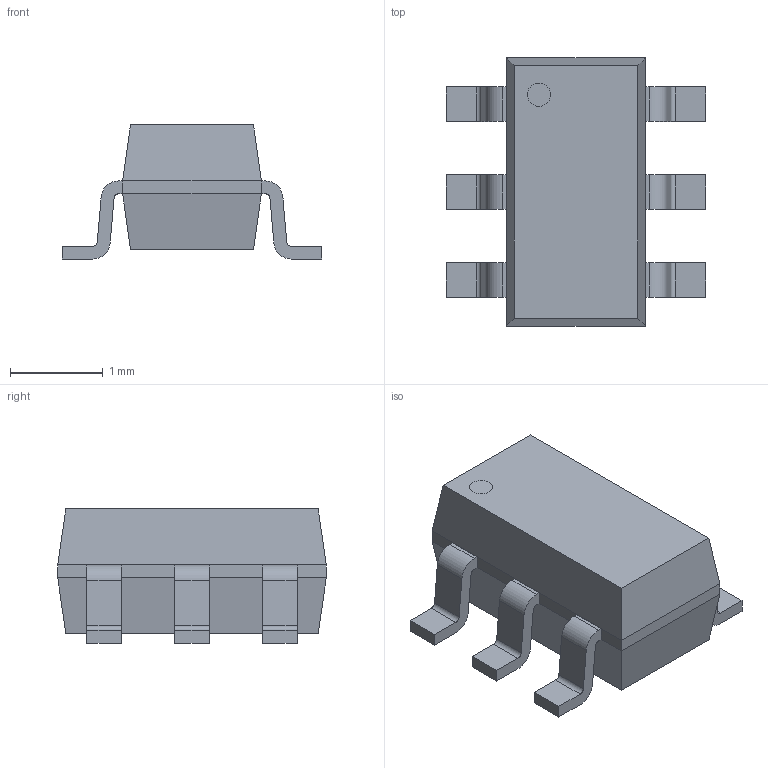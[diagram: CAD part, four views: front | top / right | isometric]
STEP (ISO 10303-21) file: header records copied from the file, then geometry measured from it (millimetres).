
FILE_DESCRIPTION(('FreeCAD Model'),'2;1');
FILE_NAME('Open CASCADE Shape Model','2025-01-15T13:29:51',(''),(''), 'Open CASCADE STEP processor 7.8','FreeCAD','Unknown');
FILE_SCHEMA(('AUTOMOTIVE_DESIGN { 1 0 10303 214 1 1 1 1 }'));
Length unit declared in the file: millimetre
Products named in the file (17): TESD5V0V4UCX6 RFG007; TESD5V0V4UCX6 RFG006; TESD5V0V4UCX6 RFG005; TESD5V0V4UCX6 RFG004; TESD5V0V4UCX6 RFG003; TESD5V0V4UCX6 RFG002; TESD5V0V4UCX6 RFG001; TESD5V0V4UCX6 RFG; TESD5V0V4UCX6 RFG008
Assembly tree (8 placements, depth 2):
  TESD5V0V4UCX6 RFG007
  TESD5V0V4UCX6 RFG006
  TESD5V0V4UCX6 RFG005
  TESD5V0V4UCX6 RFG004
  TESD5V0V4UCX6 RFG003
Bounding box: 2.8 x 2.9 x 1.45 mm (x, y, z)
Volume: 11.6 mm3; surface area: 54.3 mm2
Topology: 16 solids, 16 shells, 210 faces, 512 edges, 336 vertices
Faces by surface type: plane 154, cylinder 56
Entity records: 6487 total; most frequent: CARTESIAN_POINT 1067, DIRECTION 1062, ORIENTED_EDGE 1024, EDGE_CURVE 512, LINE 400, VECTOR 400, VERTEX_POINT 336, AXIS2_PLACEMENT_3D 331
